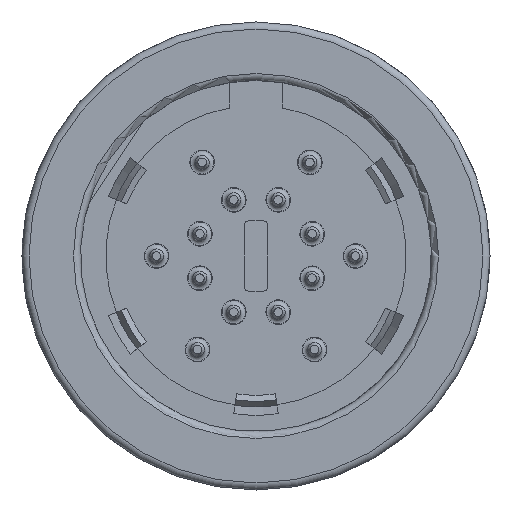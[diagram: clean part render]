
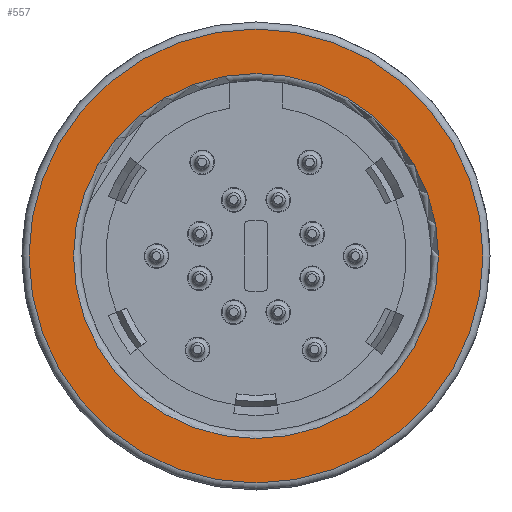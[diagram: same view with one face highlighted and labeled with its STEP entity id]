
A CAD part, left-side view. The second image highlights one B-rep face of the part: STEP entity #557.
In plain terms, the highlighted planar face has unit normal (-1, 0, 0).
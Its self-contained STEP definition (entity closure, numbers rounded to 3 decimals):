
#182=FACE_BOUND('',#1003,.T.);
#183=FACE_BOUND('',#1004,.T.);
#425=PLANE('',#3603);
#557=ADVANCED_FACE('',(#182,#183),#425,.T.);
#1003=EDGE_LOOP('',(#1847));
#1004=EDGE_LOOP('',(#1848));
#1847=ORIENTED_EDGE('',*,*,#2993,.T.);
#1848=ORIENTED_EDGE('',*,*,#2994,.T.);
#2642=VERTEX_POINT('',#5333);
#2643=VERTEX_POINT('',#5335);
#2993=EDGE_CURVE('',#2642,#2642,#3348,.T.);
#2994=EDGE_CURVE('',#2643,#2643,#3349,.T.);
#3348=CIRCLE('',#3601,9.7);
#3349=CIRCLE('',#3602,7.8);
#3601=AXIS2_PLACEMENT_3D('',#5332,#4197,#4198);
#3602=AXIS2_PLACEMENT_3D('',#5334,#4199,#4200);
#3603=AXIS2_PLACEMENT_3D('',#5336,#4201,#4202);
#4197=DIRECTION('',(-1.,0.,0.));
#4198=DIRECTION('',(0.,0.,1.));
#4199=DIRECTION('',(1.,0.,0.));
#4200=DIRECTION('',(0.,0.,1.));
#4201=DIRECTION('',(-1.,0.,0.));
#4202=DIRECTION('',(0.,0.,1.));
#5332=CARTESIAN_POINT('',(0.,0.,0.));
#5333=CARTESIAN_POINT('',(0.,0.,9.7));
#5334=CARTESIAN_POINT('',(0.,0.,0.));
#5335=CARTESIAN_POINT('',(0.,0.,7.8));
#5336=CARTESIAN_POINT('',(0.,0.,0.));
